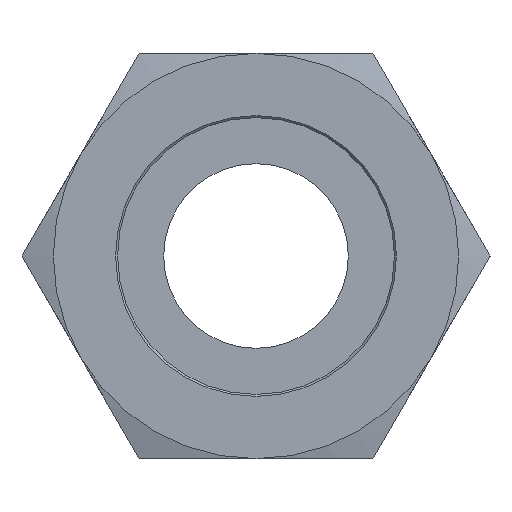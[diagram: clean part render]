
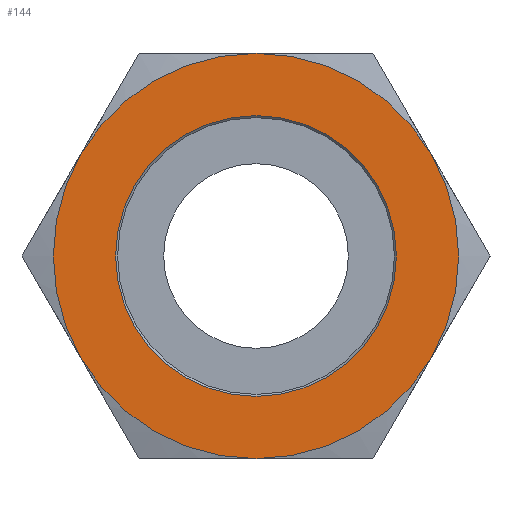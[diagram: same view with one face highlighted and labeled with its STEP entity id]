
A CAD part, left-side view. The second image highlights one B-rep face of the part: STEP entity #144.
In plain terms, the highlighted planar face has unit normal (-1, 0, 0).
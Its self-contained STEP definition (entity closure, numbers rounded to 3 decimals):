
#144 = ADVANCED_FACE( '', ( #310, #311 ), #312, .F. );
#310 = FACE_OUTER_BOUND( '', #493, .T. );
#311 = FACE_BOUND( '', #494, .T. );
#312 = PLANE( '', #495 );
#493 = EDGE_LOOP( '', ( #1021, #1022, #1023, #1024, #1025, #1026 ) );
#494 = EDGE_LOOP( '', ( #1027 ) );
#495 = AXIS2_PLACEMENT_3D( '', #1028, #1029, #1030 );
#1021 = ORIENTED_EDGE( '', *, *, #1228, .F. );
#1022 = ORIENTED_EDGE( '', *, *, #1229, .F. );
#1023 = ORIENTED_EDGE( '', *, *, #1227, .F. );
#1024 = ORIENTED_EDGE( '', *, *, #1230, .F. );
#1025 = ORIENTED_EDGE( '', *, *, #1226, .F. );
#1026 = ORIENTED_EDGE( '', *, *, #1225, .F. );
#1027 = ORIENTED_EDGE( '', *, *, #1231, .T. );
#1028 = CARTESIAN_POINT( '', ( -27.5, 0., 0. ) );
#1029 = DIRECTION( '', ( 1., 0., 0. ) );
#1030 = DIRECTION( '', ( 0., 0., -1. ) );
#1225 = EDGE_CURVE( '', #1263, #1480, #1484, .T. );
#1226 = EDGE_CURVE( '', #1480, #1251, #1485, .T. );
#1227 = EDGE_CURVE( '', #1239, #1283, #1486, .T. );
#1228 = EDGE_CURVE( '', #1275, #1263, #1487, .T. );
#1229 = EDGE_CURVE( '', #1283, #1275, #1488, .T. );
#1230 = EDGE_CURVE( '', #1251, #1239, #1489, .T. );
#1231 = EDGE_CURVE( '', #1490, #1490, #1491, .T. );
#1239 = VERTEX_POINT( '', #1505 );
#1251 = VERTEX_POINT( '', #1539 );
#1263 = VERTEX_POINT( '', #1577 );
#1275 = VERTEX_POINT( '', #1611 );
#1283 = VERTEX_POINT( '', #1640 );
#1480 = VERTEX_POINT( '', #2101 );
#1484 = CIRCLE( '', #2116, 20.5 );
#1485 = CIRCLE( '', #2117, 20.5 );
#1486 = CIRCLE( '', #2118, 20.5 );
#1487 = CIRCLE( '', #2119, 20.5 );
#1488 = CIRCLE( '', #2120, 20.5 );
#1489 = CIRCLE( '', #2121, 20.5 );
#1490 = VERTEX_POINT( '', #2122 );
#1491 = CIRCLE( '', #2123, 14.2 );
#1505 = CARTESIAN_POINT( '', ( -27.5, -17.754, -10.25 ) );
#1539 = CARTESIAN_POINT( '', ( -27.5, -17.754, 10.25 ) );
#1577 = CARTESIAN_POINT( '', ( -27.5, 17.754, 10.25 ) );
#1611 = CARTESIAN_POINT( '', ( -27.5, 17.754, -10.25 ) );
#1640 = CARTESIAN_POINT( '', ( -27.5, 0., -20.5 ) );
#2101 = CARTESIAN_POINT( '', ( -27.5, 0., 20.5 ) );
#2116 = AXIS2_PLACEMENT_3D( '', #2301, #2302, #2303 );
#2117 = AXIS2_PLACEMENT_3D( '', #2304, #2305, #2306 );
#2118 = AXIS2_PLACEMENT_3D( '', #2307, #2308, #2309 );
#2119 = AXIS2_PLACEMENT_3D( '', #2310, #2311, #2312 );
#2120 = AXIS2_PLACEMENT_3D( '', #2313, #2314, #2315 );
#2121 = AXIS2_PLACEMENT_3D( '', #2316, #2317, #2318 );
#2122 = CARTESIAN_POINT( '', ( -27.5, 0., -14.2 ) );
#2123 = AXIS2_PLACEMENT_3D( '', #2319, #2320, #2321 );
#2301 = CARTESIAN_POINT( '', ( -27.5, 0., 0. ) );
#2302 = DIRECTION( '', ( 1., 0., 0. ) );
#2303 = DIRECTION( '', ( 0., 0., -1. ) );
#2304 = CARTESIAN_POINT( '', ( -27.5, 0., 0. ) );
#2305 = DIRECTION( '', ( 1., 0., 0. ) );
#2306 = DIRECTION( '', ( 0., 0., -1. ) );
#2307 = CARTESIAN_POINT( '', ( -27.5, 0., 0. ) );
#2308 = DIRECTION( '', ( 1., 0., 0. ) );
#2309 = DIRECTION( '', ( 0., 0., -1. ) );
#2310 = CARTESIAN_POINT( '', ( -27.5, 0., 0. ) );
#2311 = DIRECTION( '', ( 1., 0., 0. ) );
#2312 = DIRECTION( '', ( 0., 0., -1. ) );
#2313 = CARTESIAN_POINT( '', ( -27.5, 0., 0. ) );
#2314 = DIRECTION( '', ( 1., 0., 0. ) );
#2315 = DIRECTION( '', ( 0., 0., -1. ) );
#2316 = CARTESIAN_POINT( '', ( -27.5, 0., 0. ) );
#2317 = DIRECTION( '', ( 1., 0., 0. ) );
#2318 = DIRECTION( '', ( 0., 0., -1. ) );
#2319 = CARTESIAN_POINT( '', ( -27.5, 0., 0. ) );
#2320 = DIRECTION( '', ( 1., 0., 0. ) );
#2321 = DIRECTION( '', ( 0., 0., -1. ) );
